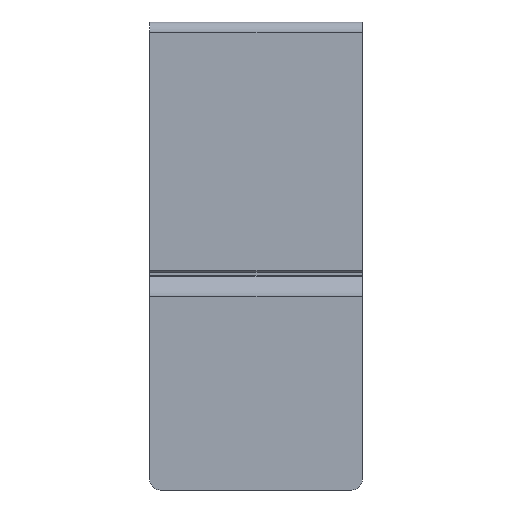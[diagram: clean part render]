
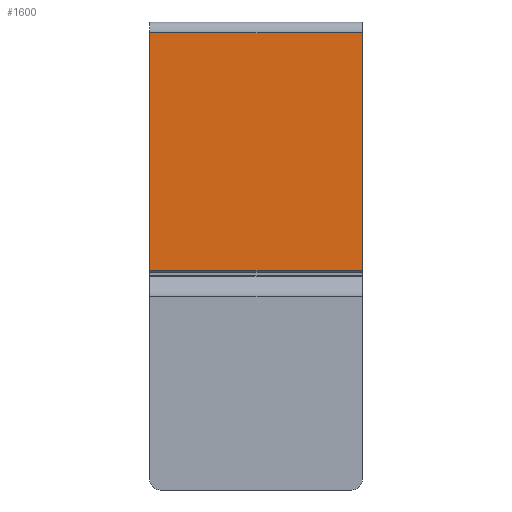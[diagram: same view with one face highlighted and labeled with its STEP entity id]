
A CAD part, left-side view. The second image highlights one B-rep face of the part: STEP entity #1600.
In plain terms, the highlighted planar face has unit normal (-1, 0, 0).
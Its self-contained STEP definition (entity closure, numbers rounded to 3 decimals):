
#13 = CARTESIAN_POINT ( 'NONE',  ( 27.132, 91.784, 338.704 ) ) ;
#94 = EDGE_CURVE ( 'NONE', #644, #368, #296, .T. ) ;
#115 = DIRECTION ( 'NONE',  ( 0., 0., -1. ) ) ;
#136 = ORIENTED_EDGE ( 'NONE', *, *, #684, .T. ) ;
#177 = DIRECTION ( 'NONE',  ( 0., 1., 0. ) ) ;
#296 = LINE ( 'NONE', #1479, #834 ) ;
#325 = EDGE_CURVE ( 'NONE', #972, #644, #984, .T. ) ;
#345 = EDGE_LOOP ( 'NONE', ( #1386, #800, #545, #136 ) ) ;
#361 = AXIS2_PLACEMENT_3D ( 'NONE', #453, #590, #1551 ) ;
#368 = VERTEX_POINT ( 'NONE', #13 ) ;
#453 = CARTESIAN_POINT ( 'NONE',  ( 27.132, 0., 0. ) ) ;
#468 = VECTOR ( 'NONE', #115, 1000. ) ;
#484 = PLANE ( 'NONE',  #361 ) ;
#545 = ORIENTED_EDGE ( 'NONE', *, *, #676, .T. ) ;
#567 = CARTESIAN_POINT ( 'NONE',  ( 27.132, 51.784, 294.053 ) ) ;
#590 = DIRECTION ( 'NONE',  ( -1., 0., 0. ) ) ;
#625 = LINE ( 'NONE', #1148, #468 ) ;
#644 = VERTEX_POINT ( 'NONE', #982 ) ;
#676 = EDGE_CURVE ( 'NONE', #368, #1523, #625, .T. ) ;
#684 = EDGE_CURVE ( 'NONE', #1523, #972, #1669, .T. ) ;
#692 = VECTOR ( 'NONE', #756, 1000. ) ;
#756 = DIRECTION ( 'NONE',  ( 0., 0., 1. ) ) ;
#800 = ORIENTED_EDGE ( 'NONE', *, *, #94, .T. ) ;
#834 = VECTOR ( 'NONE', #177, 1000. ) ;
#908 = CARTESIAN_POINT ( 'NONE',  ( 27.132, 51.784, 252.704 ) ) ;
#972 = VERTEX_POINT ( 'NONE', #567 ) ;
#982 = CARTESIAN_POINT ( 'NONE',  ( 27.132, 51.784, 338.704 ) ) ;
#984 = LINE ( 'NONE', #908, #692 ) ;
#1148 = CARTESIAN_POINT ( 'NONE',  ( 27.132, 91.784, 252.704 ) ) ;
#1240 = FACE_OUTER_BOUND ( 'NONE', #345, .T. ) ;
#1343 = VECTOR ( 'NONE', #1502, 1000. ) ;
#1367 = CARTESIAN_POINT ( 'NONE',  ( 27.132, 91.784, 294.053 ) ) ;
#1386 = ORIENTED_EDGE ( 'NONE', *, *, #325, .T. ) ;
#1479 = CARTESIAN_POINT ( 'NONE',  ( 27.132, 91.784, 338.704 ) ) ;
#1487 = CARTESIAN_POINT ( 'NONE',  ( 27.132, 51.784, 294.053 ) ) ;
#1502 = DIRECTION ( 'NONE',  ( 0., -1., 0. ) ) ;
#1523 = VERTEX_POINT ( 'NONE', #1367 ) ;
#1551 = DIRECTION ( 'NONE',  ( 0., -1., 0. ) ) ;
#1600 = ADVANCED_FACE ( 'NONE', ( #1240 ), #484, .T. ) ;
#1669 = LINE ( 'NONE', #1487, #1343 ) ;
